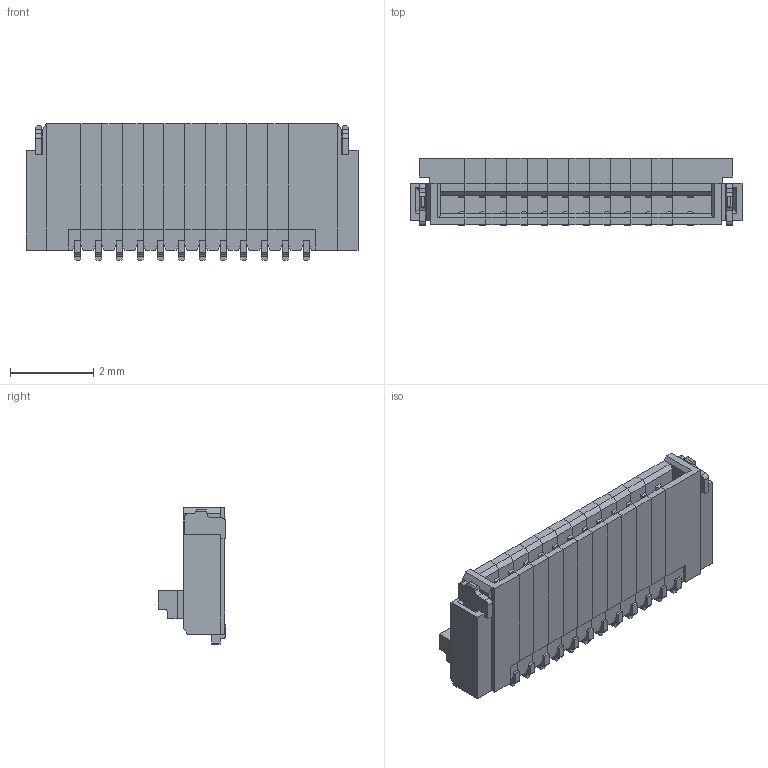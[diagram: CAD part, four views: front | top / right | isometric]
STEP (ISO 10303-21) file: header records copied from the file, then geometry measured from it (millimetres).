
FILE_DESCRIPTION (( 'STEP AP214' ), '1' );
FILE_NAME ('F3311A7H121012E200.STEP', '2023-06-22T09:17:10', ( '' ), ( '' ), 'SwSTEP 2.0', 'SolidWorks 2021', '' );
FILE_SCHEMA (( 'AUTOMOTIVE_DESIGN' ));
Length unit declared in the file: millimetre
Products named in the file (2): F3311A7H121012E200; F3311A7H121012E200_F3311A7H121012E200
Assembly tree (1 placements, depth 2):
  F3311A7H121012E200
    F3311A7H121012E200_F3311A7H121012E200
Bounding box: 8 x 1.62 x 3.3 mm (x, y, z)
Volume: 19.4 mm3; surface area: 186.1 mm2
Topology: 12 solids, 12 shells, 1344 faces, 3864 edges, 2520 vertices
Faces by surface type: plane 998, cylinder 346
Entity records: 43756 total; most frequent: CARTESIAN_POINT 7951, ORIENTED_EDGE 7728, DIRECTION 7073, EDGE_CURVE 3864, VECTOR 3221, LINE 3221, VERTEX_POINT 2520, AXIS2_PLACEMENT_3D 1926
